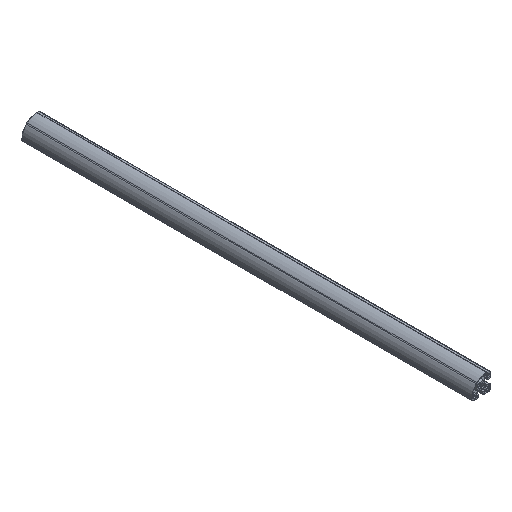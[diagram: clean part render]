
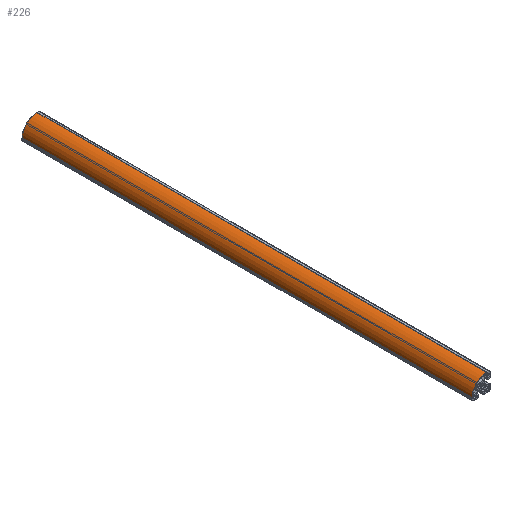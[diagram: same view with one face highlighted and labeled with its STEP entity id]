
A CAD part, isometric view. The second image highlights one B-rep face of the part: STEP entity #226.
In plain terms, the highlighted cylindrical face has radius 33.3 mm (diameter 66.6 mm), a partial arc.
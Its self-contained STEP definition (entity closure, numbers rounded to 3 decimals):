
#226=ADVANCED_FACE('',(#412),#413,.T.);
#412=FACE_OUTER_BOUND('',#628,.T.);
#413=CYLINDRICAL_SURFACE('',#629,33.3);
#628=EDGE_LOOP('',(#1397,#1398,#1399,#1400));
#629=AXIS2_PLACEMENT_3D('',#1401,#1402,#1403);
#1397=ORIENTED_EDGE('',*,*,#1857,.F.);
#1398=ORIENTED_EDGE('',*,*,#1890,.F.);
#1399=ORIENTED_EDGE('',*,*,#1682,.F.);
#1400=ORIENTED_EDGE('',*,*,#1889,.T.);
#1401=CARTESIAN_POINT('',(13.3,3500.0,-13.3));
#1402=DIRECTION('',(0.,-1.0,0.0));
#1403=DIRECTION('',(1.0,0.,0.0));
#1682=EDGE_CURVE('',#2055,#2057,#2058,.T.);
#1857=EDGE_CURVE('',#2336,#2337,#2338,.T.);
#1889=EDGE_CURVE('',#2055,#2337,#2399,.T.);
#1890=EDGE_CURVE('',#2057,#2336,#2400,.T.);
#2055=VERTEX_POINT('',#2609);
#2057=VERTEX_POINT('',#2612);
#2058=CIRCLE('',#2613,33.3);
#2336=VERTEX_POINT('',#3040);
#2337=VERTEX_POINT('',#3041);
#2338=CIRCLE('',#3042,33.3);
#2399=LINE('',#3132,#3133);
#2400=LINE('',#3134,#3135);
#2609=CARTESIAN_POINT('',(-20.,1000.0,-13.3));
#2612=CARTESIAN_POINT('',(13.3,1000.0,20.));
#2613=AXIS2_PLACEMENT_3D('',#3308,#3309,#3310);
#3040=CARTESIAN_POINT('',(13.3,0.0,20.));
#3041=CARTESIAN_POINT('',(-20.,0.0,-13.3));
#3042=AXIS2_PLACEMENT_3D('',#3535,#3536,#3537);
#3132=CARTESIAN_POINT('',(-20.,3500.0,-13.3));
#3133=VECTOR('',#3573,1.0);
#3134=CARTESIAN_POINT('',(13.3,3500.0,20.));
#3135=VECTOR('',#3574,1.0);
#3308=CARTESIAN_POINT('',(13.3,1000.0,-13.3));
#3309=DIRECTION('',(0.,1.0,0.0));
#3310=DIRECTION('',(-1.0,0.,0.0));
#3535=CARTESIAN_POINT('',(13.3,0.0,-13.3));
#3536=DIRECTION('',(0.,-1.0,0.0));
#3537=DIRECTION('',(1.0,0.,0.0));
#3573=DIRECTION('',(0.,-1.0,0.0));
#3574=DIRECTION('',(0.,-1.0,0.0));
